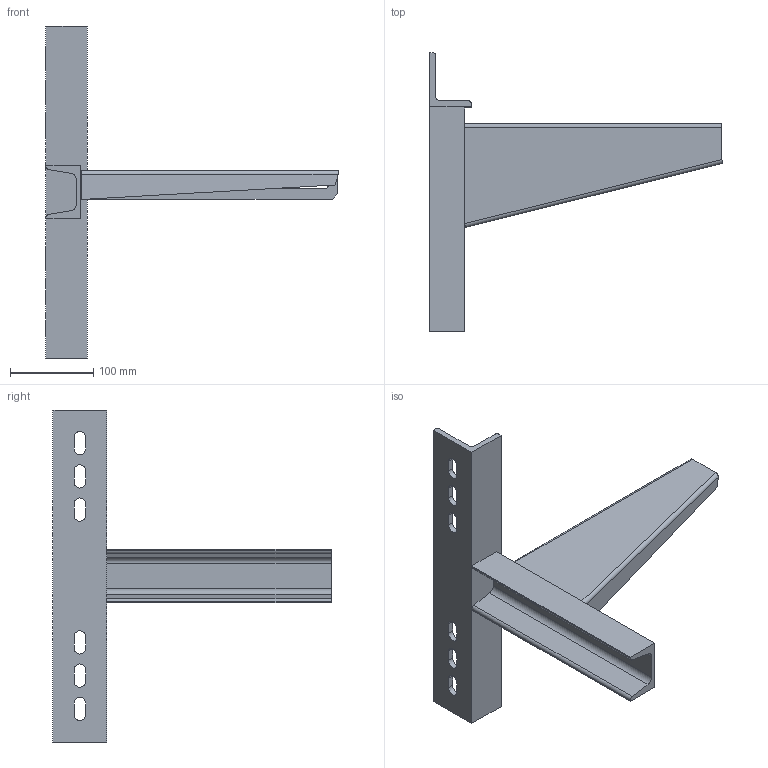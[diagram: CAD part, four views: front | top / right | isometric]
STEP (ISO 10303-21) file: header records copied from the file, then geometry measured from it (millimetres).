
FILE_DESCRIPTION (( 'STEP AP214' ), '1' );
FILE_NAME ('6417973.stp', '2021-03-24T15:46:56', ( '' ), ( '' ), 'SwSTEP 2.0', 'SolidWorks 2020', '' );
FILE_SCHEMA (( 'AUTOMOTIVE_DESIGN' ));
Length unit declared in the file: millimetre
Products named in the file (4): 072427_270; KTS 04.19-012_Formteil AW-AS 80-210; 6417973; 113927_Standard
Assembly tree (3 placements, depth 2):
  6417973
    KTS 04.19-012_Formteil AW-AS 80-210
    113927_Standard
    072427_270
Bounding box: 352.29 x 335 x 400 mm (x, y, z)
Volume: 668244.4 mm3; surface area: 251630.1 mm2
Topology: 3 solids, 3 shells, 89 faces, 233 edges, 150 vertices
Faces by surface type: plane 55, cylinder 31, bspline 3
Entity records: 2976 total; most frequent: CARTESIAN_POINT 574, ORIENTED_EDGE 466, DIRECTION 464, EDGE_CURVE 233, VECTOR 164, LINE 164, AXIS2_PLACEMENT_3D 150, VERTEX_POINT 150
